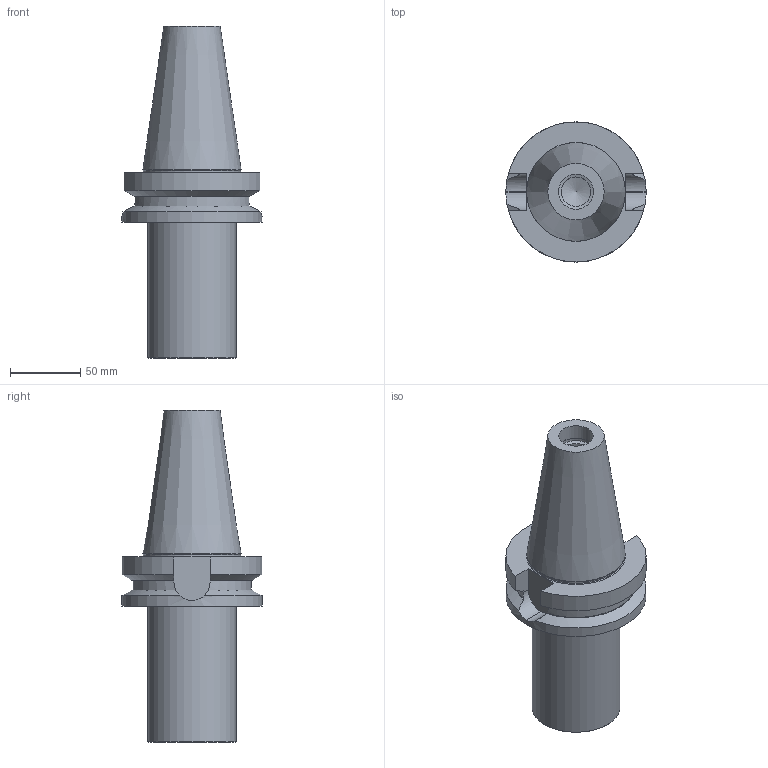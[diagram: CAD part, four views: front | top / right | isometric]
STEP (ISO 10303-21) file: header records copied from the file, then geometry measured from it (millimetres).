
FILE_DESCRIPTION(/* description */ (''),/* implementation_level */ '2;1');
FILE_NAME(/* name */ '2509_1_3d.stp',/* time_stamp */ '2017-02-08T08:16:17+01:00',/* author */ (''),/* organization */ ('SMS'),/* preprocessor_version */ 'ST-DEVELOPER v15',/* originating_system */ 'SIEMENS PLM Software NX 8.5',/* authorisation */ '');
FILE_SCHEMA (('AUTOMOTIVE_DESIGN { 1 0 10303 214 3 1 1 1 }'));
Length unit declared in the file: millimetre
Products named in the file (1): 2509_1_3D
Bounding box: 99.97 x 99.97 x 236.8 mm (x, y, z)
Volume: 773506.8 mm3; surface area: 68398.3 mm2
Topology: 1 solids, 1 shells, 42 faces, 108 edges, 69 vertices
Faces by surface type: plane 17, cylinder 14, cone 10, torus 1
Full cylindrical faces by diameter (mm): 21 x1, 25.017 x1, 25.466 x1, 63 x1, 69.4 x1, 99.973 x1
Entity records: 1237 total; most frequent: CARTESIAN_POINT 249, DIRECTION 202, ORIENTED_EDGE 180, EDGE_CURVE 90, AXIS2_PLACEMENT_3D 82, VERTEX_POINT 65, EDGE_LOOP 56, ADVANCED_FACE 42
